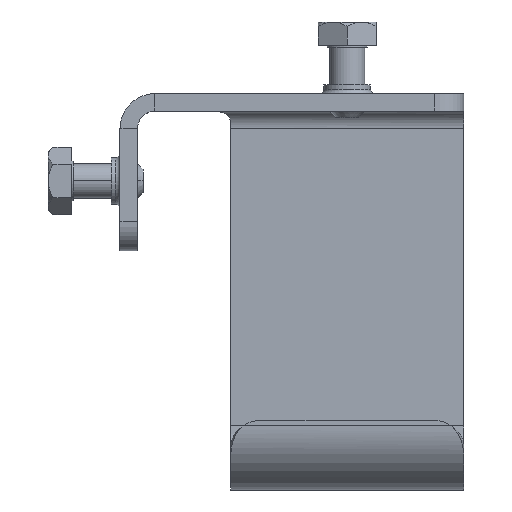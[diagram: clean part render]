
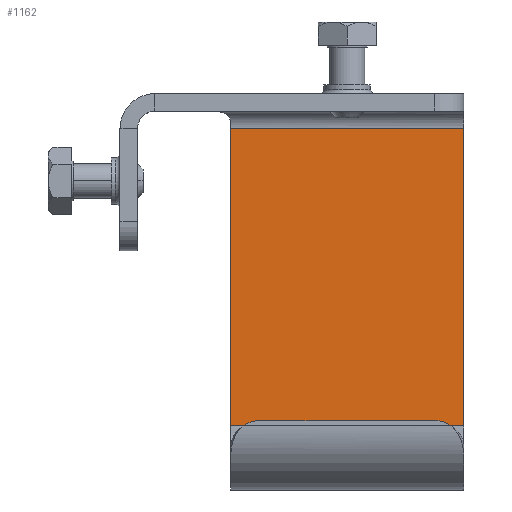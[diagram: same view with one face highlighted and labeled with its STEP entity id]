
A CAD part, top view. The second image highlights one B-rep face of the part: STEP entity #1162.
In plain terms, the highlighted planar face has unit normal (0, 0, 1).
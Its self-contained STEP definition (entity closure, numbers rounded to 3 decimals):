
#88 = VERTEX_POINT ( 'NONE', #476 ) ;
#116 = DIRECTION ( 'NONE',  ( 0., 1., 0. ) ) ;
#160 = VERTEX_POINT ( 'NONE', #2857 ) ;
#203 = CARTESIAN_POINT ( 'NONE',  ( -20., 9., 0. ) ) ;
#476 = CARTESIAN_POINT ( 'NONE',  ( -20., -42., 0. ) ) ;
#500 = CARTESIAN_POINT ( 'NONE',  ( 20., 9., 0. ) ) ;
#614 = DIRECTION ( 'NONE',  ( 0., -1., 0. ) ) ;
#623 = EDGE_CURVE ( 'NONE', #160, #88, #1014, .T. ) ;
#630 = DIRECTION ( 'NONE',  ( 0., 0., 1. ) ) ;
#648 = CARTESIAN_POINT ( 'NONE',  ( 20., 0., 0. ) ) ;
#660 = PLANE ( 'NONE',  #770 ) ;
#685 = EDGE_CURVE ( 'NONE', #160, #797, #2837, .T. ) ;
#770 = AXIS2_PLACEMENT_3D ( 'NONE', #648, #630, #614 ) ;
#797 = VERTEX_POINT ( 'NONE', #2010 ) ;
#878 = ORIENTED_EDGE ( 'NONE', *, *, #2042, .F. ) ;
#926 = VECTOR ( 'NONE', #1618, 1000. ) ;
#967 = EDGE_LOOP ( 'NONE', ( #1035, #1518, #878, #2980 ) ) ;
#975 = VERTEX_POINT ( 'NONE', #203 ) ;
#1014 = LINE ( 'NONE', #2207, #926 ) ;
#1035 = ORIENTED_EDGE ( 'NONE', *, *, #685, .T. ) ;
#1162 = ADVANCED_FACE ( 'NONE', ( #1571 ), #660, .T. ) ;
#1385 = CARTESIAN_POINT ( 'NONE',  ( -20., 0., 0. ) ) ;
#1496 = VECTOR ( 'NONE', #2168, 1000. ) ;
#1518 = ORIENTED_EDGE ( 'NONE', *, *, #3111, .T. ) ;
#1571 = FACE_OUTER_BOUND ( 'NONE', #967, .T. ) ;
#1618 = DIRECTION ( 'NONE',  ( -1., 0., 0. ) ) ;
#1686 = VECTOR ( 'NONE', #116, 1000. ) ;
#1928 = CARTESIAN_POINT ( 'NONE',  ( 20., 0., 0. ) ) ;
#2010 = CARTESIAN_POINT ( 'NONE',  ( 20., 9., 0. ) ) ;
#2017 = DIRECTION ( 'NONE',  ( 0., 1., 0. ) ) ;
#2042 = EDGE_CURVE ( 'NONE', #88, #975, #2305, .T. ) ;
#2168 = DIRECTION ( 'NONE',  ( -1., 0., 0. ) ) ;
#2207 = CARTESIAN_POINT ( 'NONE',  ( 20., -42., 0. ) ) ;
#2305 = LINE ( 'NONE', #1385, #1686 ) ;
#2665 = LINE ( 'NONE', #500, #1496 ) ;
#2756 = VECTOR ( 'NONE', #2017, 1000. ) ;
#2837 = LINE ( 'NONE', #1928, #2756 ) ;
#2857 = CARTESIAN_POINT ( 'NONE',  ( 20., -42., 0. ) ) ;
#2980 = ORIENTED_EDGE ( 'NONE', *, *, #623, .F. ) ;
#3111 = EDGE_CURVE ( 'NONE', #797, #975, #2665, .T. ) ;
